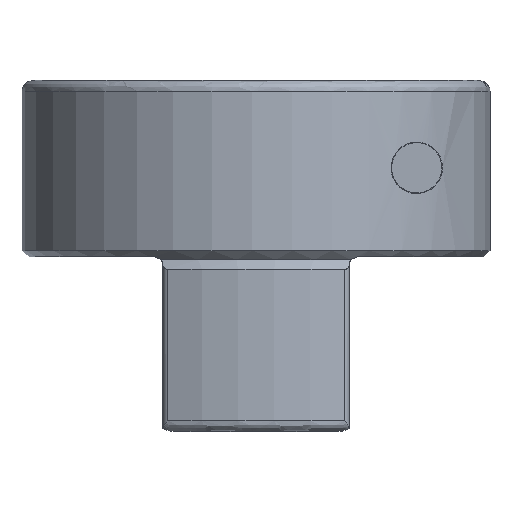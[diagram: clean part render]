
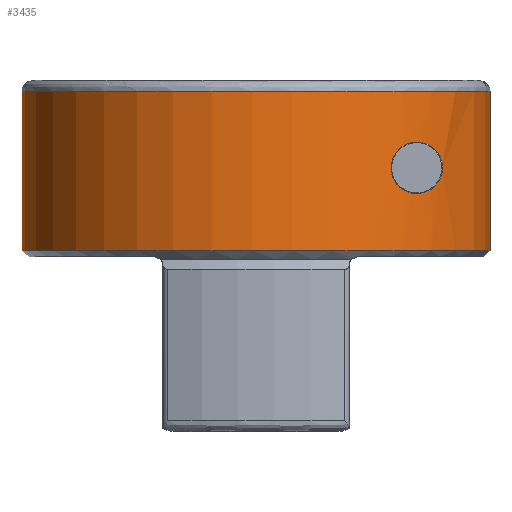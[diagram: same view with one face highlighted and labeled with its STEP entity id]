
A CAD part, front view. The second image highlights one B-rep face of the part: STEP entity #3435.
In plain terms, the highlighted cylindrical face has radius 15 mm (diameter 30 mm), a partial arc.
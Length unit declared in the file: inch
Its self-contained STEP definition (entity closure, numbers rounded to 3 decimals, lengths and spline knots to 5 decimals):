
#14 = EDGE_CURVE ( 'NONE', #2057, #2341, #2452, .T. ) ;
#118 = DIRECTION ( 'NONE',  ( 0., 0., 1. ) ) ;
#143 = DIRECTION ( 'NONE',  ( 1., 0., 0. ) ) ;
#208 = CARTESIAN_POINT ( 'NONE',  ( 0.47047, -0.35694, 0.22785 ) ) ;
#231 = CARTESIAN_POINT ( 'NONE',  ( 0.43492, -0.39963, 0.28085 ) ) ;
#254 = CARTESIAN_POINT ( 'NONE',  ( 0.44168, -0.39212, 0.27699 ) ) ;
#266 = ORIENTED_EDGE ( 'NONE', *, *, #1515, .F. ) ;
#360 = CARTESIAN_POINT ( 'NONE',  ( 0.34495, -0.47934, 0.19848 ) ) ;
#417 = CARTESIAN_POINT ( 'NONE',  ( 0.59022, -0.01969, 0. ) ) ;
#461 = CARTESIAN_POINT ( 'NONE',  ( 0.37662, -0.45489, 0.28076 ) ) ;
#588 = CARTESIAN_POINT ( 'NONE',  ( 0.47047, -0.35694, 0.21706 ) ) ;
#636 = CARTESIAN_POINT ( 'NONE',  ( 0.46732, -0.36106, 0.24308 ) ) ;
#716 = CARTESIAN_POINT ( 'NONE',  ( 0.35148, -0.47458, 0.18611 ) ) ;
#787 = CARTESIAN_POINT ( 'NONE',  ( 0.39097, -0.4427, 0.28621 ) ) ;
#792 = B_SPLINE_CURVE_WITH_KNOTS ( 'NONE', 3,
 ( #2426, #4527, #1274, #231, #254, #4208, #1318, #2405, #636, #1712, #208, #588, #1342, #3415, #2060, #1009, #2757, #3396, #2015, #2731, #3082, #1692, #4181, #3485 ),
 .UNSPECIFIED., .F., .F.,
 ( 4, 2, 2, 2, 2, 2, 2, 2, 2, 2, 2, 4 ),
 ( 0.00595, 0.00676, 0.00757, 0.00838, 0.00878, 0.00918, 0.00959, 0.00999, 0.01039, 0.0108, 0.01161, 0.01241 ),
 .UNSPECIFIED. ) ;
#810 = CARTESIAN_POINT ( 'NONE',  ( 0.34335, -0.48048, 0.20295 ) ) ;
#821 = DIRECTION ( 'NONE',  ( -1., 0., 0. ) ) ;
#1009 = CARTESIAN_POINT ( 'NONE',  ( 0.46136, -0.36866, 0.18894 ) ) ;
#1065 = CARTESIAN_POINT ( 'NONE',  ( 0.37667, -0.45493, 0.16373 ) ) ;
#1114 = CARTESIAN_POINT ( 'NONE',  ( 0.38017, -0.45194, 0.28237 ) ) ;
#1137 = CARTESIAN_POINT ( 'NONE',  ( 0.36963, -0.46064, 0.16763 ) ) ;
#1143 = ORIENTED_EDGE ( 'NONE', *, *, #3641, .T. ) ;
#1214 = VERTEX_POINT ( 'NONE', #2547 ) ;
#1274 = CARTESIAN_POINT ( 'NONE',  ( 0.42074, -0.41453, 0.28604 ) ) ;
#1318 = CARTESIAN_POINT ( 'NONE',  ( 0.45926, -0.37132, 0.2601 ) ) ;
#1342 = CARTESIAN_POINT ( 'NONE',  ( 0.46979, -0.35784, 0.21175 ) ) ;
#1370 = VERTEX_POINT ( 'NONE', #3203 ) ;
#1393 = LINE ( 'NONE', #1765, #4024 ) ;
#1514 = CARTESIAN_POINT ( 'NONE',  ( 0.3411, -0.48209, 0.23213 ) ) ;
#1515 = EDGE_CURVE ( 'NONE', #1698, #1370, #3278, .T. ) ;
#1631 = CARTESIAN_POINT ( 'NONE',  ( -0.59055, 0., 0.41535 ) ) ;
#1651 = CARTESIAN_POINT ( 'NONE',  ( 0.40551, -0.42931, 0.15748 ) ) ;
#1692 = CARTESIAN_POINT ( 'NONE',  ( 0.42076, -0.41451, 0.15884 ) ) ;
#1698 = VERTEX_POINT ( 'NONE', #1631 ) ;
#1712 = CARTESIAN_POINT ( 'NONE',  ( 0.46979, -0.35785, 0.23316 ) ) ;
#1718 = ORIENTED_EDGE ( 'NONE', *, *, #3246, .F. ) ;
#1765 = CARTESIAN_POINT ( 'NONE',  ( -0.59055, 0., 0.44291 ) ) ;
#1785 = CARTESIAN_POINT ( 'NONE',  ( 0.34486, -0.47941, 0.24617 ) ) ;
#1839 = CARTESIAN_POINT ( 'NONE',  ( 0.35664, -0.47077, 0.26607 ) ) ;
#1872 = DIRECTION ( 'NONE',  ( 0., 0., -1. ) ) ;
#2015 = CARTESIAN_POINT ( 'NONE',  ( 0.45077, -0.38155, 0.17567 ) ) ;
#2057 = VERTEX_POINT ( 'NONE', #1651 ) ;
#2060 = CARTESIAN_POINT ( 'NONE',  ( 0.46558, -0.36331, 0.19727 ) ) ;
#2108 = EDGE_CURVE ( 'NONE', #1698, #1214, #1393, .T. ) ;
#2205 = CARTESIAN_POINT ( 'NONE',  ( 0.36969, -0.46054, 0.27678 ) ) ;
#2227 = CARTESIAN_POINT ( 'NONE',  ( 0.34054, -0.48248, 0.22715 ) ) ;
#2268 = CIRCLE ( 'NONE', #4523, 0.59055 ) ;
#2280 = CARTESIAN_POINT ( 'NONE',  ( 0., 0., 0.44291 ) ) ;
#2317 = CARTESIAN_POINT ( 'NONE',  ( 0.40551, -0.42931, 0.2874 ) ) ;
#2320 = CYLINDRICAL_SURFACE ( 'NONE', #3015, 0.59055 ) ;
#2341 = VERTEX_POINT ( 'NONE', #2317 ) ;
#2367 = VECTOR ( 'NONE', #1872, 39.37008 ) ;
#2370 = ORIENTED_EDGE ( 'NONE', *, *, #14, .T. ) ;
#2405 = CARTESIAN_POINT ( 'NONE',  ( 0.46556, -0.36334, 0.24765 ) ) ;
#2426 = CARTESIAN_POINT ( 'NONE',  ( 0.40551, -0.42931, 0.2874 ) ) ;
#2452 = B_SPLINE_CURVE_WITH_KNOTS ( 'NONE', 3,
 ( #4356, #3922, #2575, #1065, #1137, #2861, #4018, #716, #3563, #360, #810, #2549, #3279, #2227, #1514, #3996, #1785, #3973, #1839, #3664, #2205, #461, #1114, #787, #3638, #4315 ),
 .UNSPECIFIED., .F., .F.,
 ( 4, 2, 2, 2, 2, 2, 2, 2, 2, 2, 2, 2, 4 ),
 ( 0., 0.00074, 0.00149, 0.00186, 0.00223, 0.0026, 0.00298, 0.00335, 0.00372, 0.00447, 0.00484, 0.00521, 0.00595 ),
 .UNSPECIFIED. ) ;
#2547 = CARTESIAN_POINT ( 'NONE',  ( -0.59055, 0., 0.01378 ) ) ;
#2549 = CARTESIAN_POINT ( 'NONE',  ( 0.34114, -0.48205, 0.21242 ) ) ;
#2569 = CARTESIAN_POINT ( 'NONE',  ( 0., 0., 0.41535 ) ) ;
#2575 = CARTESIAN_POINT ( 'NONE',  ( 0.39111, -0.44257, 0.15863 ) ) ;
#2583 = LINE ( 'NONE', #417, #2367 ) ;
#2611 = EDGE_LOOP ( 'NONE', ( #1143, #2370 ) ) ;
#2631 = CARTESIAN_POINT ( 'NONE',  ( 0., 0., 0.01378 ) ) ;
#2694 = DIRECTION ( 'NONE',  ( 0., 0., -1. ) ) ;
#2731 = CARTESIAN_POINT ( 'NONE',  ( 0.44169, -0.39211, 0.1679 ) ) ;
#2757 = CARTESIAN_POINT ( 'NONE',  ( 0.45895, -0.37166, 0.18527 ) ) ;
#2861 = CARTESIAN_POINT ( 'NONE',  ( 0.35996, -0.46818, 0.17593 ) ) ;
#3015 = AXIS2_PLACEMENT_3D ( 'NONE', #2280, #2694, #3717 ) ;
#3035 = ORIENTED_EDGE ( 'NONE', *, *, #4276, .T. ) ;
#3082 = CARTESIAN_POINT ( 'NONE',  ( 0.43506, -0.39948, 0.16409 ) ) ;
#3105 = ORIENTED_EDGE ( 'NONE', *, *, #2108, .T. ) ;
#3203 = CARTESIAN_POINT ( 'NONE',  ( 0.59022, -0.01969, 0.41535 ) ) ;
#3246 = EDGE_CURVE ( 'NONE', #1370, #4539, #2583, .T. ) ;
#3278 = CIRCLE ( 'NONE', #4484, 0.59055 ) ;
#3279 = CARTESIAN_POINT ( 'NONE',  ( 0.34057, -0.48246, 0.21735 ) ) ;
#3396 = CARTESIAN_POINT ( 'NONE',  ( 0.45367, -0.37809, 0.17864 ) ) ;
#3415 = CARTESIAN_POINT ( 'NONE',  ( 0.46732, -0.36107, 0.2018 ) ) ;
#3435 = ADVANCED_FACE ( 'NONE', ( #4512, #4143 ), #2320, .T. ) ;
#3448 = EDGE_LOOP ( 'NONE', ( #266, #3105, #3035, #1718 ) ) ;
#3485 = CARTESIAN_POINT ( 'NONE',  ( 0.40551, -0.42931, 0.15748 ) ) ;
#3563 = CARTESIAN_POINT ( 'NONE',  ( 0.349, -0.4764, 0.19006 ) ) ;
#3638 = CARTESIAN_POINT ( 'NONE',  ( 0.39832, -0.4361, 0.2874 ) ) ;
#3641 = EDGE_CURVE ( 'NONE', #2341, #2057, #792, .T. ) ;
#3664 = CARTESIAN_POINT ( 'NONE',  ( 0.36627, -0.46326, 0.27438 ) ) ;
#3717 = DIRECTION ( 'NONE',  ( -1., 0., 0. ) ) ;
#3759 = CARTESIAN_POINT ( 'NONE',  ( 0.59022, -0.01969, 0.01378 ) ) ;
#3922 = CARTESIAN_POINT ( 'NONE',  ( 0.39834, -0.43609, 0.15748 ) ) ;
#3973 = CARTESIAN_POINT ( 'NONE',  ( 0.35094, -0.47499, 0.25891 ) ) ;
#3996 = CARTESIAN_POINT ( 'NONE',  ( 0.34325, -0.48056, 0.24158 ) ) ;
#4018 = CARTESIAN_POINT ( 'NONE',  ( 0.35693, -0.47049, 0.17908 ) ) ;
#4024 = VECTOR ( 'NONE', #4218, 39.37008 ) ;
#4078 = DIRECTION ( 'NONE',  ( 0., 0., 1. ) ) ;
#4143 = FACE_OUTER_BOUND ( 'NONE', #3448, .T. ) ;
#4181 = CARTESIAN_POINT ( 'NONE',  ( 0.4133, -0.42196, 0.15748 ) ) ;
#4208 = CARTESIAN_POINT ( 'NONE',  ( 0.45376, -0.37807, 0.26666 ) ) ;
#4218 = DIRECTION ( 'NONE',  ( 0., 0., -1. ) ) ;
#4276 = EDGE_CURVE ( 'NONE', #1214, #4539, #2268, .T. ) ;
#4315 = CARTESIAN_POINT ( 'NONE',  ( 0.40551, -0.42931, 0.2874 ) ) ;
#4356 = CARTESIAN_POINT ( 'NONE',  ( 0.40551, -0.42931, 0.15748 ) ) ;
#4484 = AXIS2_PLACEMENT_3D ( 'NONE', #2569, #118, #143 ) ;
#4512 = FACE_BOUND ( 'NONE', #2611, .T. ) ;
#4523 = AXIS2_PLACEMENT_3D ( 'NONE', #2631, #4078, #821 ) ;
#4527 = CARTESIAN_POINT ( 'NONE',  ( 0.41331, -0.42195, 0.2874 ) ) ;
#4539 = VERTEX_POINT ( 'NONE', #3759 ) ;
